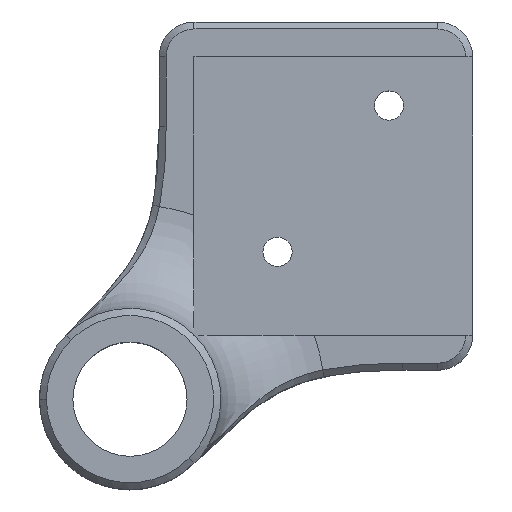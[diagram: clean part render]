
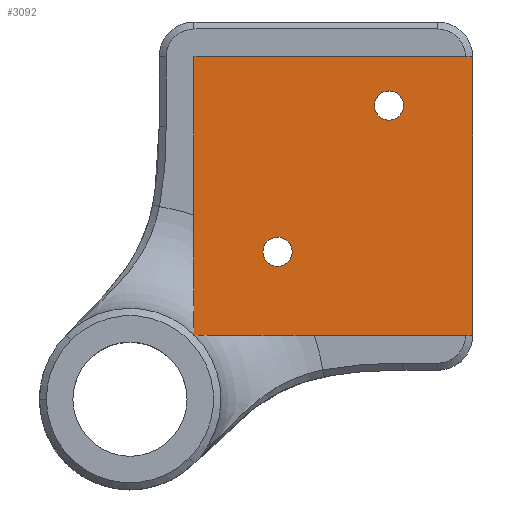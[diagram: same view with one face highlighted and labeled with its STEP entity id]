
A CAD part, top view. The second image highlights one B-rep face of the part: STEP entity #3092.
In plain terms, the highlighted planar face has unit normal (0, 0, 1).
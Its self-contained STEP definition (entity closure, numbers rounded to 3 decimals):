
#87 = ORIENTED_EDGE ( 'NONE', *, *, #4054, .T. ) ;
#99 = CARTESIAN_POINT ( 'NONE',  ( 0., -132.5, 0. ) ) ;
#255 = VERTEX_POINT ( 'NONE', #4326 ) ;
#300 = DIRECTION ( 'NONE',  ( 0., 0., -1. ) ) ;
#345 = VERTEX_POINT ( 'NONE', #3154 ) ;
#350 = VECTOR ( 'NONE', #2857, 1000. ) ;
#434 = VECTOR ( 'NONE', #1537, 1000. ) ;
#457 = ORIENTED_EDGE ( 'NONE', *, *, #2526, .F. ) ;
#469 = LINE ( 'NONE', #1861, #434 ) ;
#488 = VERTEX_POINT ( 'NONE', #4219 ) ;
#509 = VECTOR ( 'NONE', #3245, 1000. ) ;
#529 = AXIS2_PLACEMENT_3D ( 'NONE', #2852, #3228, #3573 ) ;
#613 = CARTESIAN_POINT ( 'NONE',  ( -160.5, -160.5, 0. ) ) ;
#823 = AXIS2_PLACEMENT_3D ( 'NONE', #613, #2717, #2395 ) ;
#1088 = VERTEX_POINT ( 'NONE', #1311 ) ;
#1136 = EDGE_CURVE ( 'NONE', #1088, #2659, #2441, .T. ) ;
#1210 = DIRECTION ( 'NONE',  ( -1., 0., 0. ) ) ;
#1311 = CARTESIAN_POINT ( 'NONE',  ( -142.4, -139.5, 0. ) ) ;
#1341 = CIRCLE ( 'NONE', #823, 2.1 ) ;
#1345 = EDGE_LOOP ( 'NONE', ( #1387, #3255 ) ) ;
#1387 = ORIENTED_EDGE ( 'NONE', *, *, #2770, .T. ) ;
#1452 = DIRECTION ( 'NONE',  ( -1., 0., 0. ) ) ;
#1500 = EDGE_LOOP ( 'NONE', ( #4076, #457, #87, #2467 ) ) ;
#1537 = DIRECTION ( 'NONE',  ( 0., -1., 0. ) ) ;
#1737 = FACE_BOUND ( 'NONE', #1345, .T. ) ;
#1755 = ORIENTED_EDGE ( 'NONE', *, *, #2038, .T. ) ;
#1861 = CARTESIAN_POINT ( 'NONE',  ( -132.5, 0., 0. ) ) ;
#1878 = EDGE_CURVE ( 'NONE', #488, #4354, #1341, .T. ) ;
#2038 = EDGE_CURVE ( 'NONE', #4354, #488, #4370, .T. ) ;
#2065 = AXIS2_PLACEMENT_3D ( 'NONE', #3902, #2492, #1452 ) ;
#2082 = FACE_BOUND ( 'NONE', #2130, .T. ) ;
#2121 = ORIENTED_EDGE ( 'NONE', *, *, #1878, .T. ) ;
#2130 = EDGE_LOOP ( 'NONE', ( #1755, #2121 ) ) ;
#2145 = FACE_OUTER_BOUND ( 'NONE', #1500, .T. ) ;
#2209 = CIRCLE ( 'NONE', #3467, 2.1 ) ;
#2395 = DIRECTION ( 'NONE',  ( -1., 0., 0. ) ) ;
#2441 = CIRCLE ( 'NONE', #2808, 2.1 ) ;
#2443 = CARTESIAN_POINT ( 'NONE',  ( -144.5, -139.5, 0. ) ) ;
#2444 = LINE ( 'NONE', #2810, #350 ) ;
#2467 = ORIENTED_EDGE ( 'NONE', *, *, #3932, .F. ) ;
#2492 = DIRECTION ( 'NONE',  ( 0., 0., -1. ) ) ;
#2526 = EDGE_CURVE ( 'NONE', #345, #3911, #3589, .T. ) ;
#2558 = LINE ( 'NONE', #4014, #3741 ) ;
#2604 = CARTESIAN_POINT ( 'NONE',  ( -132.5, -132.5, 0. ) ) ;
#2620 = DIRECTION ( 'NONE',  ( -1., 0., 0. ) ) ;
#2633 = EDGE_CURVE ( 'NONE', #3911, #3028, #469, .T. ) ;
#2659 = VERTEX_POINT ( 'NONE', #4290 ) ;
#2717 = DIRECTION ( 'NONE',  ( 0., 0., -1. ) ) ;
#2770 = EDGE_CURVE ( 'NONE', #2659, #1088, #2209, .T. ) ;
#2808 = AXIS2_PLACEMENT_3D ( 'NONE', #2443, #300, #3856 ) ;
#2810 = CARTESIAN_POINT ( 'NONE',  ( -172.5, 0., 0. ) ) ;
#2852 = CARTESIAN_POINT ( 'NONE',  ( -160.5, -160.5, 0. ) ) ;
#2857 = DIRECTION ( 'NONE',  ( 0., -1., 0. ) ) ;
#3028 = VERTEX_POINT ( 'NONE', #3469 ) ;
#3092 = ADVANCED_FACE ( 'NONE', ( #2082, #1737, #2145 ), #3626, .F. ) ;
#3154 = CARTESIAN_POINT ( 'NONE',  ( -172.5, -132.5, 0. ) ) ;
#3175 = CARTESIAN_POINT ( 'NONE',  ( -158.4, -160.5, 0. ) ) ;
#3228 = DIRECTION ( 'NONE',  ( 0., 0., -1. ) ) ;
#3245 = DIRECTION ( 'NONE',  ( 1., 0., 0. ) ) ;
#3255 = ORIENTED_EDGE ( 'NONE', *, *, #1136, .T. ) ;
#3313 = CARTESIAN_POINT ( 'NONE',  ( -144.5, -139.5, 0. ) ) ;
#3467 = AXIS2_PLACEMENT_3D ( 'NONE', #3313, #4100, #2620 ) ;
#3469 = CARTESIAN_POINT ( 'NONE',  ( -132.5, -172.5, 0. ) ) ;
#3573 = DIRECTION ( 'NONE',  ( -1., 0., 0. ) ) ;
#3589 = LINE ( 'NONE', #99, #509 ) ;
#3626 = PLANE ( 'NONE',  #2065 ) ;
#3741 = VECTOR ( 'NONE', #1210, 1000. ) ;
#3856 = DIRECTION ( 'NONE',  ( -1., 0., 0. ) ) ;
#3902 = CARTESIAN_POINT ( 'NONE',  ( 0., 0., 0. ) ) ;
#3911 = VERTEX_POINT ( 'NONE', #2604 ) ;
#3932 = EDGE_CURVE ( 'NONE', #3028, #255, #2558, .T. ) ;
#4014 = CARTESIAN_POINT ( 'NONE',  ( 0., -172.5, 0. ) ) ;
#4054 = EDGE_CURVE ( 'NONE', #345, #255, #2444, .T. ) ;
#4076 = ORIENTED_EDGE ( 'NONE', *, *, #2633, .F. ) ;
#4100 = DIRECTION ( 'NONE',  ( 0., 0., -1. ) ) ;
#4219 = CARTESIAN_POINT ( 'NONE',  ( -162.6, -160.5, 0. ) ) ;
#4290 = CARTESIAN_POINT ( 'NONE',  ( -146.6, -139.5, 0. ) ) ;
#4326 = CARTESIAN_POINT ( 'NONE',  ( -172.5, -172.5, 0. ) ) ;
#4354 = VERTEX_POINT ( 'NONE', #3175 ) ;
#4370 = CIRCLE ( 'NONE', #529, 2.1 ) ;
